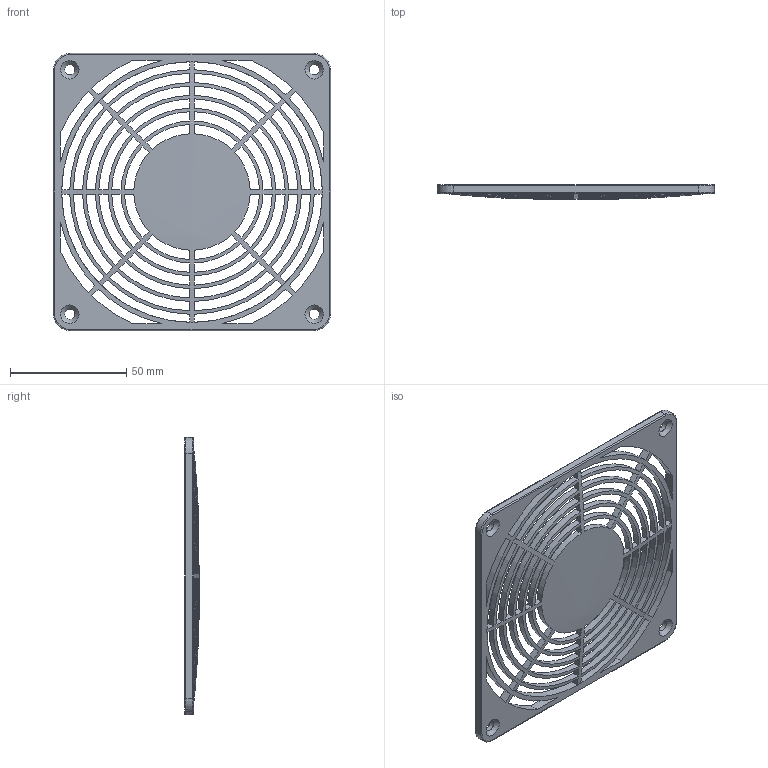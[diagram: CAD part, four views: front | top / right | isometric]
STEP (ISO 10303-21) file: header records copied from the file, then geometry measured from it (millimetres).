
FILE_DESCRIPTION(/* description */ (''),/* implementation_level */ '2;1');
FILE_NAME(/* name */ 'ELEC_Finger_LZ30-5.ipt.stp',/* time_stamp */ '2016-01-07T16:39:18-08:00',/* author */ ('Autodesk Inc.'),/* organization */ ('Autodesk Inc.'),/* preprocessor_version */ 'ST-DEVELOPER v16.1',/* originating_system */ 'Autodesk Inventor 2016',/* authorisation */ '');
FILE_SCHEMA (('AUTOMOTIVE_DESIGN { 1 0 10303 214 3 1 1 }'));
Length unit declared in the file: millimetre
Products named in the file (1): ELEC_Finger_LZ30-5
Bounding box: 119 x 6.28 x 119 mm (x, y, z)
Volume: 24567 mm3; surface area: 28573 mm2
Topology: 1 solids, 1 shells, 253 faces, 763 edges, 498 vertices
Faces by surface type: cylinder 121, plane 118, torus 8, cone 4, sphere 2
Full cylindrical faces by diameter (mm): 4.5 x4, 112 x1
Entity records: 8984 total; most frequent: DIRECTION 1726, ORIENTED_EDGE 1498, CARTESIAN_POINT 1496, EDGE_CURVE 749, AXIS2_PLACEMENT_3D 723, VERTEX_POINT 493, CIRCLE 469, EDGE_LOOP 368
